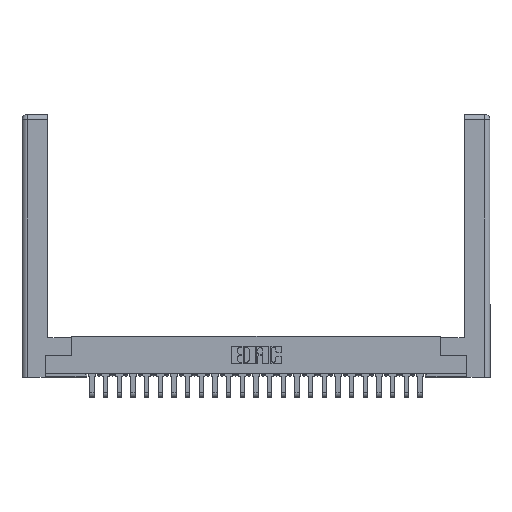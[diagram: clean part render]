
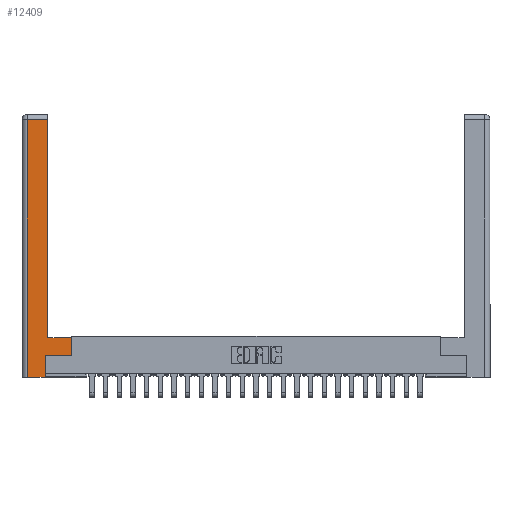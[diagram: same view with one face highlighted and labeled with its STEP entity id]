
A CAD part, top view. The second image highlights one B-rep face of the part: STEP entity #12409.
In plain terms, the highlighted planar face has unit normal (0, 0, 1).
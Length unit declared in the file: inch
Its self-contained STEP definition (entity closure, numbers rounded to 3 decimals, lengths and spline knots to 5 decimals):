
#15 = CARTESIAN_POINT ( 'NONE',  ( 0.265, 0., 0. ) ) ;
#33 = DIRECTION ( 'NONE',  ( 0., -1., 0. ) ) ;
#1124 = ORIENTED_EDGE ( 'NONE', *, *, #7611, .T. ) ;
#1345 = CARTESIAN_POINT ( 'NONE',  ( 0.295, 2.94, 0. ) ) ;
#1349 = CARTESIAN_POINT ( 'NONE',  ( 0.265, 0., 0. ) ) ;
#1594 = VECTOR ( 'NONE', #16498, 39.37008 ) ;
#2715 = DIRECTION ( 'NONE',  ( 0., 1., 0. ) ) ;
#2746 = ORIENTED_EDGE ( 'NONE', *, *, #23489, .T. ) ;
#2786 = DIRECTION ( 'NONE',  ( -1., 0., 0. ) ) ;
#4291 = CARTESIAN_POINT ( 'NONE',  ( 0.265, 0.245, 0. ) ) ;
#4498 = CARTESIAN_POINT ( 'NONE',  ( 0.295, 0.45, 0. ) ) ;
#4803 = VECTOR ( 'NONE', #13403, 39.37008 ) ;
#5514 = FACE_OUTER_BOUND ( 'NONE', #18449, .T. ) ;
#6251 = LINE ( 'NONE', #15037, #27283 ) ;
#7030 = VERTEX_POINT ( 'NONE', #8080 ) ;
#7164 = EDGE_CURVE ( 'NONE', #8447, #13104, #15415, .T. ) ;
#7611 = EDGE_CURVE ( 'NONE', #20454, #22817, #19704, .T. ) ;
#7718 = AXIS2_PLACEMENT_3D ( 'NONE', #16154, #24943, #2786 ) ;
#8080 = CARTESIAN_POINT ( 'NONE',  ( 0.565, 0.245, 0. ) ) ;
#8403 = CARTESIAN_POINT ( 'NONE',  ( 0.295, 0.45, 0. ) ) ;
#8447 = VERTEX_POINT ( 'NONE', #10964 ) ;
#8483 = ORIENTED_EDGE ( 'NONE', *, *, #8940, .T. ) ;
#8728 = EDGE_CURVE ( 'NONE', #16519, #19573, #11461, .T. ) ;
#8940 = EDGE_CURVE ( 'NONE', #13104, #16519, #6251, .T. ) ;
#9038 = CARTESIAN_POINT ( 'NONE',  ( 0.565, 0.45, 0. ) ) ;
#9295 = CARTESIAN_POINT ( 'NONE',  ( 0.0615, 2.94, 0. ) ) ;
#9316 = DIRECTION ( 'NONE',  ( 0., 1., 0. ) ) ;
#9470 = VERTEX_POINT ( 'NONE', #25269 ) ;
#10207 = CARTESIAN_POINT ( 'NONE',  ( 0.0615, 2.94, 0. ) ) ;
#10898 = VECTOR ( 'NONE', #33, 39.37008 ) ;
#10964 = CARTESIAN_POINT ( 'NONE',  ( 0.565, 0.45, 0. ) ) ;
#11193 = ORIENTED_EDGE ( 'NONE', *, *, #16156, .T. ) ;
#11342 = DIRECTION ( 'NONE',  ( 1., 0., 0. ) ) ;
#11407 = LINE ( 'NONE', #26546, #4803 ) ;
#11461 = LINE ( 'NONE', #9295, #1594 ) ;
#12055 = VECTOR ( 'NONE', #15847, 39.37008 ) ;
#12409 = ADVANCED_FACE ( 'NONE', ( #5514 ), #22640, .F. ) ;
#13104 = VERTEX_POINT ( 'NONE', #8403 ) ;
#13403 = DIRECTION ( 'NONE',  ( 1., 0., 0. ) ) ;
#14028 = EDGE_CURVE ( 'NONE', #22817, #9470, #15783, .T. ) ;
#15037 = CARTESIAN_POINT ( 'NONE',  ( 0.295, 3., 0. ) ) ;
#15415 = LINE ( 'NONE', #4498, #12055 ) ;
#15769 = VECTOR ( 'NONE', #11342, 39.37008 ) ;
#15783 = LINE ( 'NONE', #4291, #25903 ) ;
#15847 = DIRECTION ( 'NONE',  ( -1., 0., 0. ) ) ;
#16154 = CARTESIAN_POINT ( 'NONE',  ( 0., 0., 0. ) ) ;
#16156 = EDGE_CURVE ( 'NONE', #9470, #7030, #11407, .T. ) ;
#16498 = DIRECTION ( 'NONE',  ( -1., 0., 0. ) ) ;
#16519 = VERTEX_POINT ( 'NONE', #1345 ) ;
#18189 = ORIENTED_EDGE ( 'NONE', *, *, #7164, .T. ) ;
#18449 = EDGE_LOOP ( 'NONE', ( #8483, #20848, #26653, #1124, #22048, #11193, #2746, #18189 ) ) ;
#19573 = VERTEX_POINT ( 'NONE', #10207 ) ;
#19704 = LINE ( 'NONE', #15, #15769 ) ;
#20260 = LINE ( 'NONE', #9038, #23444 ) ;
#20454 = VERTEX_POINT ( 'NONE', #25164 ) ;
#20848 = ORIENTED_EDGE ( 'NONE', *, *, #8728, .T. ) ;
#21595 = EDGE_CURVE ( 'NONE', #19573, #20454, #23642, .T. ) ;
#21616 = CARTESIAN_POINT ( 'NONE',  ( 0.0615, 0., 0. ) ) ;
#22048 = ORIENTED_EDGE ( 'NONE', *, *, #14028, .T. ) ;
#22640 = PLANE ( 'NONE',  #7718 ) ;
#22817 = VERTEX_POINT ( 'NONE', #1349 ) ;
#23444 = VECTOR ( 'NONE', #9316, 39.37008 ) ;
#23489 = EDGE_CURVE ( 'NONE', #7030, #8447, #20260, .T. ) ;
#23642 = LINE ( 'NONE', #21616, #10898 ) ;
#24943 = DIRECTION ( 'NONE',  ( 0., 0., -1. ) ) ;
#25164 = CARTESIAN_POINT ( 'NONE',  ( 0.0615, 0., 0. ) ) ;
#25269 = CARTESIAN_POINT ( 'NONE',  ( 0.265, 0.245, 0. ) ) ;
#25903 = VECTOR ( 'NONE', #2715, 39.37008 ) ;
#26546 = CARTESIAN_POINT ( 'NONE',  ( 0.565, 0.245, 0. ) ) ;
#26653 = ORIENTED_EDGE ( 'NONE', *, *, #21595, .T. ) ;
#27283 = VECTOR ( 'NONE', #27580, 39.37008 ) ;
#27580 = DIRECTION ( 'NONE',  ( 0., 1., 0. ) ) ;
